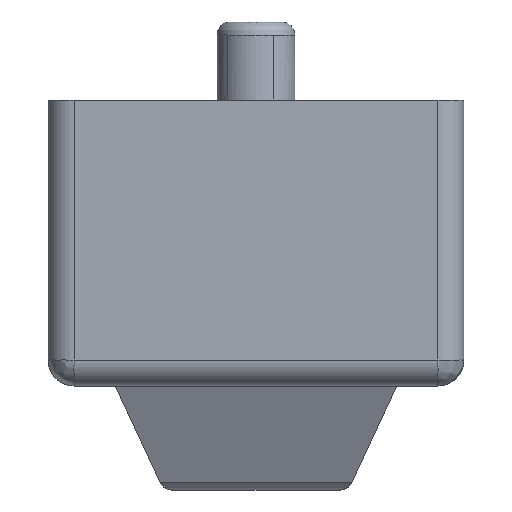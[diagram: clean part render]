
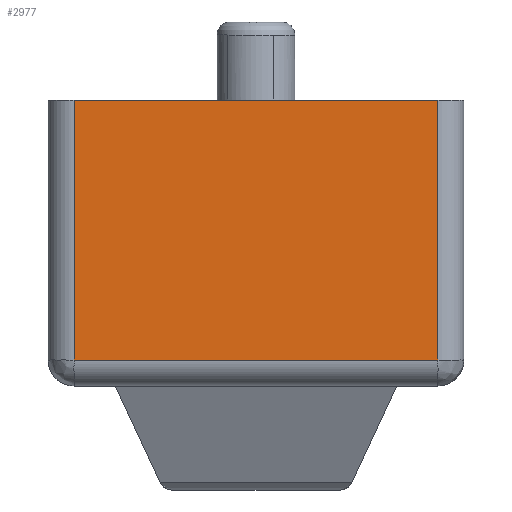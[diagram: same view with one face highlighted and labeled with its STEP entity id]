
A CAD part, left-side view. The second image highlights one B-rep face of the part: STEP entity #2977.
In plain terms, the highlighted free-form (B-spline) face has degree [1, 1] with [2, 2] control points.
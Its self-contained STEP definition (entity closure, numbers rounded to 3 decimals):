
#1911=CARTESIAN_POINT('',(-5.5,7.0,-10.0));
#1912=VERTEX_POINT('',#1911);
#2016=CARTESIAN_POINT('',(-5.5,-7.0,-10.0));
#2017=VERTEX_POINT('',#2016);
#2030=CARTESIAN_POINT('',(-5.5,7.0,-10.0));
#2031=CARTESIAN_POINT('',(-5.5,-7.0,-10.0));
#2032=QUASI_UNIFORM_CURVE('',1,(#2030,#2031),.UNSPECIFIED.,.F.,.U.);
#2033=EDGE_CURVE('',#1912,#2017,#2032,.T.);
#2557=CARTESIAN_POINT('',(-5.5,7.0,0.0));
#2558=VERTEX_POINT('',#2557);
#2559=CARTESIAN_POINT('',(-5.5,7.0,0.0));
#2560=CARTESIAN_POINT('',(-5.5,7.0,-10.0));
#2561=QUASI_UNIFORM_CURVE('',1,(#2559,#2560),.UNSPECIFIED.,.F.,.U.);
#2562=EDGE_CURVE('',#2558,#1912,#2561,.T.);
#2684=CARTESIAN_POINT('',(-5.5,-7.0,0.0));
#2685=VERTEX_POINT('',#2684);
#2686=CARTESIAN_POINT('',(-5.5,-7.0,-10.0));
#2687=CARTESIAN_POINT('',(-5.5,-7.0,0.0));
#2688=QUASI_UNIFORM_CURVE('',1,(#2686,#2687),.UNSPECIFIED.,.F.,.U.);
#2689=EDGE_CURVE('',#2017,#2685,#2688,.T.);
#2962=CARTESIAN_POINT('',(-5.5,-7.699,0.499));
#2963=CARTESIAN_POINT('',(-5.5,-7.699,-10.5));
#2964=CARTESIAN_POINT('',(-5.5,7.699,0.499));
#2965=CARTESIAN_POINT('',(-5.5,7.699,-10.5));
#2966=B_SPLINE_SURFACE_WITH_KNOTS('',1,1,((#2962,#2964),(#2963,#2965)),.UNSPECIFIED.,.F.,.F.,.U.,(2,2),(2,2),(0.0,10.999),(0.0,15.399),.UNSPECIFIED.);
#2967=ORIENTED_EDGE('',*,*,#2562,.T.);
#2968=ORIENTED_EDGE('',*,*,#2033,.T.);
#2969=ORIENTED_EDGE('',*,*,#2689,.T.);
#2970=CARTESIAN_POINT('',(-5.5,7.0,0.0));
#2971=CARTESIAN_POINT('',(-5.5,-7.0,0.0));
#2972=QUASI_UNIFORM_CURVE('',1,(#2970,#2971),.UNSPECIFIED.,.F.,.U.);
#2973=EDGE_CURVE('',#2558,#2685,#2972,.T.);
#2974=ORIENTED_EDGE('',*,*,#2973,.F.);
#2975=EDGE_LOOP('',(#2967,#2968,#2969,#2974));
#2976=FACE_OUTER_BOUND('',#2975,.T.);
#2977=ADVANCED_FACE('',(#2976),#2966,.F.);
